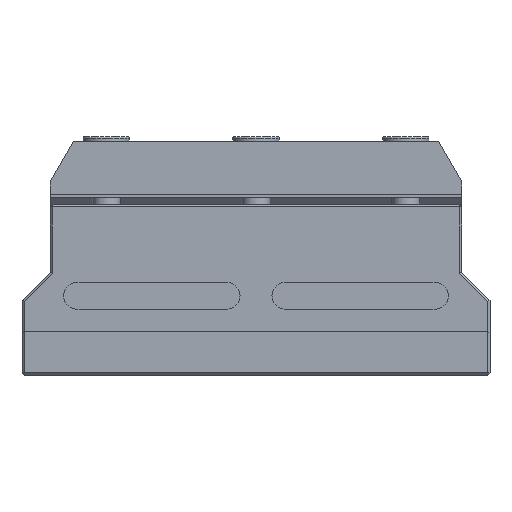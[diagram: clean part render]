
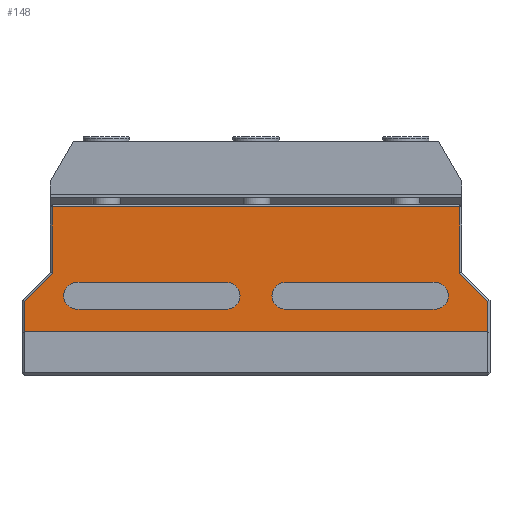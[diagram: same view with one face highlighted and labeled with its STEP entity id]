
A CAD part, front view. The second image highlights one B-rep face of the part: STEP entity #148.
In plain terms, the highlighted planar face has unit normal (0, -1, 0).
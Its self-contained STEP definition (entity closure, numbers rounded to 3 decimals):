
#72=FACE_BOUND('',#458,.T.);
#73=FACE_BOUND('',#459,.T.);
#74=FACE_BOUND('',#460,.T.);
#108=CIRCLE('',#1947,2.85);
#109=CIRCLE('',#1948,2.85);
#110=CIRCLE('',#1949,2.85);
#111=CIRCLE('',#1950,2.85);
#148=ADVANCED_FACE('',(#72,#73,#74),#261,.F.);
#261=PLANE('',#1951);
#458=EDGE_LOOP('',(#661,#662,#663,#664));
#459=EDGE_LOOP('',(#665,#666,#667,#668));
#460=EDGE_LOOP('',(#669,#670,#671,#672,#673,#674,#675,#676));
#661=ORIENTED_EDGE('',*,*,#1318,.F.);
#662=ORIENTED_EDGE('',*,*,#1319,.F.);
#663=ORIENTED_EDGE('',*,*,#1320,.F.);
#664=ORIENTED_EDGE('',*,*,#1321,.F.);
#665=ORIENTED_EDGE('',*,*,#1322,.F.);
#666=ORIENTED_EDGE('',*,*,#1323,.F.);
#667=ORIENTED_EDGE('',*,*,#1324,.F.);
#668=ORIENTED_EDGE('',*,*,#1325,.F.);
#669=ORIENTED_EDGE('',*,*,#1326,.T.);
#670=ORIENTED_EDGE('',*,*,#1327,.T.);
#671=ORIENTED_EDGE('',*,*,#1328,.T.);
#672=ORIENTED_EDGE('',*,*,#1315,.F.);
#673=ORIENTED_EDGE('',*,*,#1329,.T.);
#674=ORIENTED_EDGE('',*,*,#1330,.T.);
#675=ORIENTED_EDGE('',*,*,#1331,.T.);
#676=ORIENTED_EDGE('',*,*,#1332,.T.);
#1155=VERTEX_POINT('',#2768);
#1156=VERTEX_POINT('',#2769);
#1157=VERTEX_POINT('',#2774);
#1158=VERTEX_POINT('',#2775);
#1159=VERTEX_POINT('',#2777);
#1160=VERTEX_POINT('',#2779);
#1161=VERTEX_POINT('',#2782);
#1162=VERTEX_POINT('',#2783);
#1163=VERTEX_POINT('',#2785);
#1164=VERTEX_POINT('',#2787);
#1165=VERTEX_POINT('',#2790);
#1166=VERTEX_POINT('',#2791);
#1167=VERTEX_POINT('',#2793);
#1168=VERTEX_POINT('',#2796);
#1169=VERTEX_POINT('',#2798);
#1170=VERTEX_POINT('',#2800);
#1315=EDGE_CURVE('',#1155,#1156,#1561,.T.);
#1318=EDGE_CURVE('',#1157,#1158,#108,.T.);
#1319=EDGE_CURVE('',#1159,#1157,#1562,.T.);
#1320=EDGE_CURVE('',#1160,#1159,#109,.T.);
#1321=EDGE_CURVE('',#1158,#1160,#1563,.T.);
#1322=EDGE_CURVE('',#1161,#1162,#1564,.T.);
#1323=EDGE_CURVE('',#1163,#1161,#110,.T.);
#1324=EDGE_CURVE('',#1164,#1163,#1565,.T.);
#1325=EDGE_CURVE('',#1162,#1164,#111,.T.);
#1326=EDGE_CURVE('',#1165,#1166,#1566,.T.);
#1327=EDGE_CURVE('',#1166,#1167,#1567,.T.);
#1328=EDGE_CURVE('',#1167,#1156,#1568,.T.);
#1329=EDGE_CURVE('',#1155,#1168,#1569,.T.);
#1330=EDGE_CURVE('',#1168,#1169,#1570,.T.);
#1331=EDGE_CURVE('',#1169,#1170,#1571,.T.);
#1332=EDGE_CURVE('',#1170,#1165,#1572,.T.);
#1561=LINE('',#2767,#1776);
#1562=LINE('',#2776,#1777);
#1563=LINE('',#2780,#1778);
#1564=LINE('',#2781,#1779);
#1565=LINE('',#2786,#1780);
#1566=LINE('',#2789,#1781);
#1567=LINE('',#2792,#1782);
#1568=LINE('',#2794,#1783);
#1569=LINE('',#2795,#1784);
#1570=LINE('',#2797,#1785);
#1571=LINE('',#2799,#1786);
#1572=LINE('',#2801,#1787);
#1776=VECTOR('',#2192,1.);
#1777=VECTOR('',#2201,1.);
#1778=VECTOR('',#2204,1.);
#1779=VECTOR('',#2205,1.);
#1780=VECTOR('',#2208,1.);
#1781=VECTOR('',#2211,1.);
#1782=VECTOR('',#2212,1.);
#1783=VECTOR('',#2213,1.);
#1784=VECTOR('',#2214,1.);
#1785=VECTOR('',#2215,1.);
#1786=VECTOR('',#2216,1.);
#1787=VECTOR('',#2217,1.);
#1947=AXIS2_PLACEMENT_3D('',#2773,#2199,#2200);
#1948=AXIS2_PLACEMENT_3D('',#2778,#2202,#2203);
#1949=AXIS2_PLACEMENT_3D('',#2784,#2206,#2207);
#1950=AXIS2_PLACEMENT_3D('',#2788,#2209,#2210);
#1951=AXIS2_PLACEMENT_3D('',#2802,#2218,#2219);
#2192=DIRECTION('',(-1.,0.,0.));
#2199=DIRECTION('',(0.,-1.,0.));
#2200=DIRECTION('',(1.,0.,0.));
#2201=DIRECTION('',(-1.,0.,0.));
#2202=DIRECTION('',(0.,-1.,0.));
#2203=DIRECTION('',(1.,0.,0.));
#2204=DIRECTION('',(1.,0.,0.));
#2205=DIRECTION('',(1.,0.,0.));
#2206=DIRECTION('',(0.,-1.,0.));
#2207=DIRECTION('',(1.,0.,0.));
#2208=DIRECTION('',(-1.,0.,0.));
#2209=DIRECTION('',(0.,-1.,0.));
#2210=DIRECTION('',(1.,0.,0.));
#2211=DIRECTION('',(0.,0.,-1.));
#2212=DIRECTION('',(-0.707,0.,-0.707));
#2213=DIRECTION('',(0.,0.,-1.));
#2214=DIRECTION('',(0.,0.,1.));
#2215=DIRECTION('',(-0.707,0.,0.707));
#2216=DIRECTION('',(0.,0.,1.));
#2217=DIRECTION('',(-1.,0.,0.));
#2218=DIRECTION('',(0.,1.,0.));
#2219=DIRECTION('',(0.,0.,1.));
#2767=CARTESIAN_POINT('',(141.29,5.3,-28.239));
#2768=CARTESIAN_POINT('',(99.5,5.3,-28.239));
#2769=CARTESIAN_POINT('',(0.5,5.3,-28.239));
#2773=CARTESIAN_POINT('',(11.75,5.3,-19.5));
#2774=CARTESIAN_POINT('',(11.75,5.3,-16.65));
#2775=CARTESIAN_POINT('',(11.75,5.3,-22.35));
#2776=CARTESIAN_POINT('',(43.75,5.3,-16.65));
#2777=CARTESIAN_POINT('',(43.75,5.3,-16.65));
#2778=CARTESIAN_POINT('',(43.75,5.3,-19.5));
#2779=CARTESIAN_POINT('',(43.75,5.3,-22.35));
#2780=CARTESIAN_POINT('',(11.75,5.3,-22.35));
#2781=CARTESIAN_POINT('',(56.25,5.3,-22.35));
#2782=CARTESIAN_POINT('',(56.25,5.3,-22.35));
#2783=CARTESIAN_POINT('',(88.25,5.3,-22.35));
#2784=CARTESIAN_POINT('',(56.25,5.3,-19.5));
#2785=CARTESIAN_POINT('',(56.25,5.3,-16.65));
#2786=CARTESIAN_POINT('',(88.25,5.3,-16.65));
#2787=CARTESIAN_POINT('',(88.25,5.3,-16.65));
#2788=CARTESIAN_POINT('',(88.25,5.3,-19.5));
#2789=CARTESIAN_POINT('',(6.5,5.3,0.));
#2790=CARTESIAN_POINT('',(6.5,5.3,-0.5));
#2791=CARTESIAN_POINT('',(6.5,5.3,-14.707));
#2792=CARTESIAN_POINT('',(81.249,5.3,60.041));
#2793=CARTESIAN_POINT('',(0.5,5.3,-20.707));
#2794=CARTESIAN_POINT('',(0.5,5.3,0.));
#2795=CARTESIAN_POINT('',(99.5,5.3,0.));
#2796=CARTESIAN_POINT('',(99.5,5.3,-20.707));
#2797=CARTESIAN_POINT('',(110.041,5.3,-31.249));
#2798=CARTESIAN_POINT('',(93.5,5.3,-14.707));
#2799=CARTESIAN_POINT('',(93.5,5.3,0.));
#2800=CARTESIAN_POINT('',(93.5,5.3,-0.5));
#2801=CARTESIAN_POINT('',(141.29,5.3,-0.5));
#2802=CARTESIAN_POINT('',(141.29,5.3,0.));
